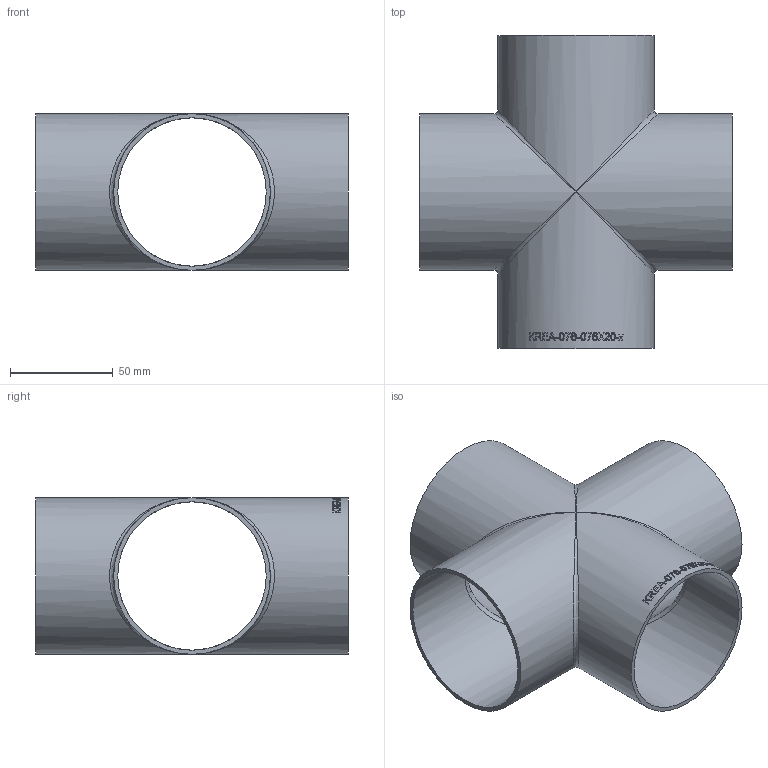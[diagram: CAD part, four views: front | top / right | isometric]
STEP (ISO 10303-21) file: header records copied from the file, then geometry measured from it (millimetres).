
FILE_DESCRIPTION (( 'STEP AP214' ), '1' );
FILE_NAME ('KREA-076-076X20-x Kreuz-Stück 2005.STEP', '2020-05-12T12:32:05', ( '' ), ( '' ), 'SwSTEP 2.0', 'SolidWorks 2019', '' );
FILE_SCHEMA (( 'AUTOMOTIVE_DESIGN' ));
Length unit declared in the file: millimetre
Products named in the file (1): KREA-076-076X20-x Kreuz-Stück 2005
Bounding box: 152 x 152 x 76.1 mm (x, y, z)
Volume: 97152.2 mm3; surface area: 99000.6 mm2
Topology: 1 solids, 1 shells, 235 faces, 624 edges, 396 vertices
Faces by surface type: bspline 132, plane 70, cylinder 33
Full cylindrical faces by diameter (mm): 72.1 x4, 76.1 x4
Entity records: 25595 total; most frequent: CARTESIAN_POINT 18761, ORIENTED_EDGE 1188, EDGE_CURVE 594, DIRECTION 482, B_SPLINE_CURVE_WITH_KNOTS 396, VERTEX_POINT 392, EDGE_LOOP 270, FACE_OUTER_BOUND 242
